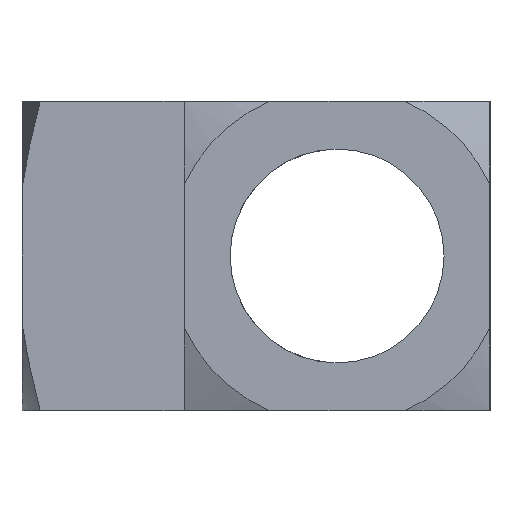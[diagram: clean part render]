
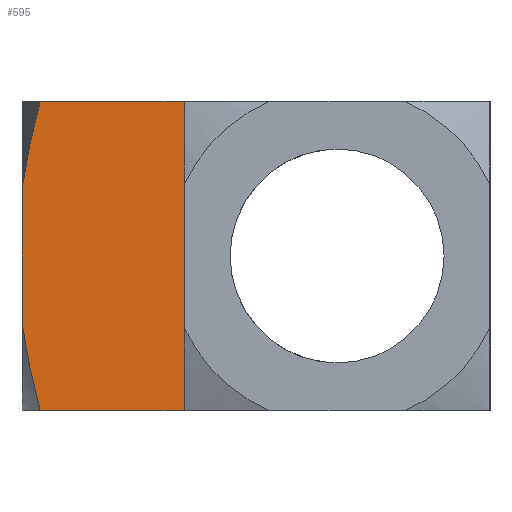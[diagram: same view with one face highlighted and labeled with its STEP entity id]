
A CAD part, left-side view. The second image highlights one B-rep face of the part: STEP entity #595.
In plain terms, the highlighted planar face has unit normal (-1, 0, 0).
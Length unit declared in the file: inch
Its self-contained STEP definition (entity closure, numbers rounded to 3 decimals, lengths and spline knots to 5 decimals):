
#12 = CARTESIAN_POINT ( 'NONE',  ( -0.4125, 0.53, 0.825 ) ) ;
#43 = CARTESIAN_POINT ( 'NONE',  ( -0.4125, 0.91346, 0. ) ) ;
#54 = AXIS2_PLACEMENT_3D ( 'NONE', #1060, #636, #625 ) ;
#60 = VERTEX_POINT ( 'NONE', #1138 ) ;
#76 = ORIENTED_EDGE ( 'NONE', *, *, #949, .T. ) ;
#122 = CARTESIAN_POINT ( 'NONE',  ( -0.4125, 0.53, 0. ) ) ;
#136 = CARTESIAN_POINT ( 'NONE',  ( -0.4125, 0.91346, 0.825 ) ) ;
#138 = VERTEX_POINT ( 'NONE', #334 ) ;
#141 = CARTESIAN_POINT ( 'NONE',  ( -0.4125, 0.94903, 0.15429 ) ) ;
#162 = LINE ( 'NONE', #486, #675 ) ;
#181 = CARTESIAN_POINT ( 'NONE',  ( -0.4125, 0.962, 0.59234 ) ) ;
#219 = ORIENTED_EDGE ( 'NONE', *, *, #629, .F. ) ;
#241 = CARTESIAN_POINT ( 'NONE',  ( -0.4125, 0.962, 0.23266 ) ) ;
#271 = CARTESIAN_POINT ( 'NONE',  ( -0.4125, 0.962, 0.59234 ) ) ;
#293 = CARTESIAN_POINT ( 'NONE',  ( -0.4125, 0.91346, 0.825 ) ) ;
#313 = EDGE_CURVE ( 'NONE', #682, #60, #480, .T. ) ;
#334 = CARTESIAN_POINT ( 'NONE',  ( -0.4125, 0.91346, 0. ) ) ;
#350 = CARTESIAN_POINT ( 'NONE',  ( -0.4125, 0.962, 0.23266 ) ) ;
#352 = VERTEX_POINT ( 'NONE', #122 ) ;
#367 = EDGE_LOOP ( 'NONE', ( #812, #76, #666, #1064, #219, #670 ) ) ;
#376 = DIRECTION ( 'NONE',  ( 0., -1., 0. ) ) ;
#418 = VERTEX_POINT ( 'NONE', #271 ) ;
#460 = VECTOR ( 'NONE', #581, 39.37008 ) ;
#479 = VECTOR ( 'NONE', #615, 39.37008 ) ;
#480 = LINE ( 'NONE', #822, #479 ) ;
#486 = CARTESIAN_POINT ( 'NONE',  ( -0.4125, 0.962, 0.825 ) ) ;
#567 = DIRECTION ( 'NONE',  ( 0., 0., -1. ) ) ;
#581 = DIRECTION ( 'NONE',  ( 0., 0., -1. ) ) ;
#586 = PLANE ( 'NONE',  #54 ) ;
#595 = ADVANCED_FACE ( 'NONE', ( #979 ), #586, .F. ) ;
#615 = DIRECTION ( 'NONE',  ( 0., -1., 0. ) ) ;
#617 = B_SPLINE_CURVE_WITH_KNOTS ( 'NONE', 3,
 ( #181, #862, #672, #293 ),
 .UNSPECIFIED., .F., .F.,
 ( 4, 4 ),
 ( 0.02836, 0.03451 ),
 .UNSPECIFIED. ) ;
#622 = CARTESIAN_POINT ( 'NONE',  ( -0.4125, 0.92332, 0.03833 ) ) ;
#625 = DIRECTION ( 'NONE',  ( 0., 0., -1. ) ) ;
#629 = EDGE_CURVE ( 'NONE', #418, #682, #617, .T. ) ;
#636 = DIRECTION ( 'NONE',  ( 1., 0., 0. ) ) ;
#666 = ORIENTED_EDGE ( 'NONE', *, *, #1146, .F. ) ;
#670 = ORIENTED_EDGE ( 'NONE', *, *, #1055, .T. ) ;
#672 = CARTESIAN_POINT ( 'NONE',  ( -0.4125, 0.93324, 0.74816 ) ) ;
#675 = VECTOR ( 'NONE', #567, 39.37008 ) ;
#682 = VERTEX_POINT ( 'NONE', #136 ) ;
#708 = EDGE_CURVE ( 'NONE', #138, #788, #814, .T. ) ;
#715 = CARTESIAN_POINT ( 'NONE',  ( -0.4125, 0.93256, 0.07681 ) ) ;
#751 = CARTESIAN_POINT ( 'NONE',  ( -0.4125, 0.53, 0. ) ) ;
#788 = VERTEX_POINT ( 'NONE', #350 ) ;
#804 = CARTESIAN_POINT ( 'NONE',  ( -0.4125, 0.95627, 0.19328 ) ) ;
#812 = ORIENTED_EDGE ( 'NONE', *, *, #708, .F. ) ;
#814 = B_SPLINE_CURVE_WITH_KNOTS ( 'NONE', 3,
 ( #43, #622, #715, #141, #804, #241 ),
 .UNSPECIFIED., .F., .F.,
 ( 4, 2, 4 ),
 ( 0.01315, 0.01617, 0.01918 ),
 .UNSPECIFIED. ) ;
#822 = CARTESIAN_POINT ( 'NONE',  ( -0.4125, 0.53, 0.825 ) ) ;
#862 = CARTESIAN_POINT ( 'NONE',  ( -0.4125, 0.95058, 0.67083 ) ) ;
#936 = LINE ( 'NONE', #12, #460 ) ;
#949 = EDGE_CURVE ( 'NONE', #138, #352, #1143, .T. ) ;
#979 = FACE_OUTER_BOUND ( 'NONE', #367, .T. ) ;
#1055 = EDGE_CURVE ( 'NONE', #418, #788, #162, .T. ) ;
#1060 = CARTESIAN_POINT ( 'NONE',  ( -0.4125, 0.53, 0.825 ) ) ;
#1064 = ORIENTED_EDGE ( 'NONE', *, *, #313, .F. ) ;
#1102 = VECTOR ( 'NONE', #376, 39.37008 ) ;
#1138 = CARTESIAN_POINT ( 'NONE',  ( -0.4125, 0.53, 0.825 ) ) ;
#1143 = LINE ( 'NONE', #751, #1102 ) ;
#1146 = EDGE_CURVE ( 'NONE', #60, #352, #936, .T. ) ;
